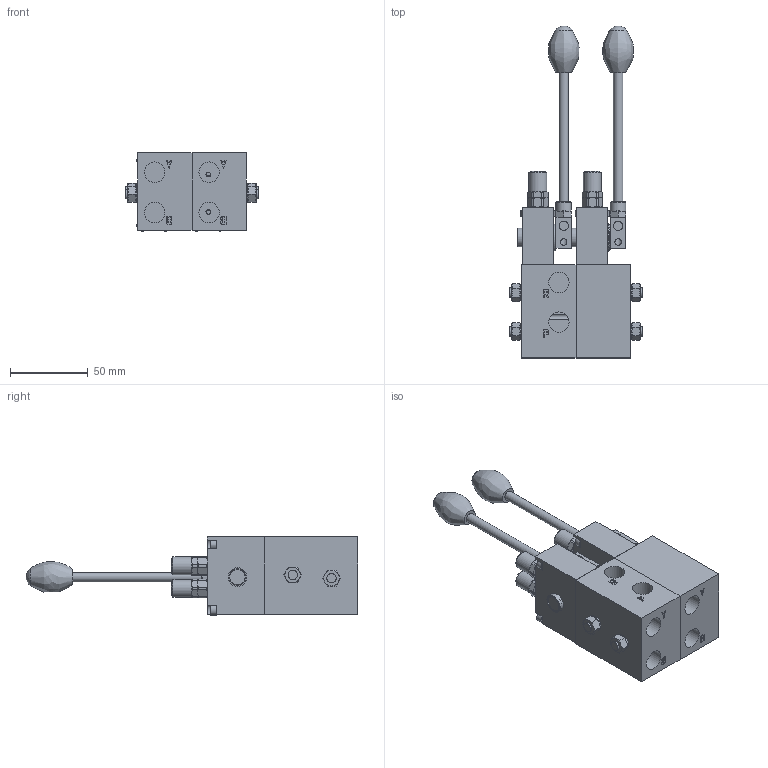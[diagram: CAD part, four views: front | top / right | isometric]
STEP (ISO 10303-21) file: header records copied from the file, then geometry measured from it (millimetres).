
FILE_DESCRIPTION( ( 'STEP AP214' ), '1' );
FILE_NAME( 'Hawe KFB PILOT VALVES.stp', '2019-09-17T12:46:54', ( '' ), ( '' ), ' ', 'PARTsolutions', ' ' );
FILE_SCHEMA( ( 'AUTOMOTIVE_DESIGN { 1 0 10303 214 1 1 1 1 }' ) );
Length unit declared in the file: millimetre
Products named in the file (12): 62563583 193546911 HAWE KFB 01 A/..; _HAWE KFB 01 A/..; _HAWE Hebelgehaeuse KFB 01 (7625 608); _HAWE ZylSc DIN4762 M4x35; _HAWE Schale 7998 019; _HAWE Schalthebel KFB 01 (7625 612); _HAWE Hebelstange (lang) (7461 011) ; _HAWE Hutmutter-Dichtmutter 7700 054 055; _HAWE Huelse 7625 615; _HAWE Welle 7625 606/2; _HAWE KFB E/.; _HAWE Mutter-Sche-ZugAnk-M6
Assembly tree (30 placements, depth 2):
  62563583 193546911 HAWE KFB 01 A/..
    _HAWE KFB 01 A/..
    _HAWE Hebelgehaeuse KFB 01 (7625 608)  x2
    _HAWE ZylSc DIN4762 M4x35  x8
    _HAWE Schale 7998 019  x2
    _HAWE Schalthebel KFB 01 (7625 612)  x2
    _HAWE Hebelstange (lang) (7461 011)   x2
    _HAWE Hutmutter-Dichtmutter 7700 054 055  x4
    _HAWE Huelse 7625 615  x2
    _HAWE Welle 7625 606/2  x2
    _HAWE KFB E/.
    _HAWE Mutter-Sche-ZugAnk-M6  x4
Bounding box: 85 x 213.5 x 50.5 mm (x, y, z)
Volume: 252970.1 mm3; surface area: 97742.9 mm2
Topology: 30 solids, 30 shells, 809 faces, 1772 edges, 1126 vertices
Faces by surface type: plane 405, cylinder 240, cone 154, torus 6, sphere 2, bspline 2
Full cylindrical faces by diameter (mm): 3 x2, 3.2 x4, 4 x24, 4.2 x12, 4.3 x4, 4.6 x4, 5 x8, 6 x18, 6.2 x4, 6.7 x4, 7 x12, 8 x10, 9.8 x2, 10 x20, 10.1 x2, 10.3 x4, 10.8 x2, 11.2 x4, 11.5 x4, 12 x2, 12.5 x4, 13.16 x6
Entity records: 14709 total; most frequent: CARTESIAN_POINT 2902, DIRECTION 1782, ORIENTED_EDGE 1496, EDGE_CURVE 748, AXIS2_PLACEMENT_3D 707, EDGE_LOOP 618, VERTEX_POINT 547, FACE_OUTER_BOUND 480
